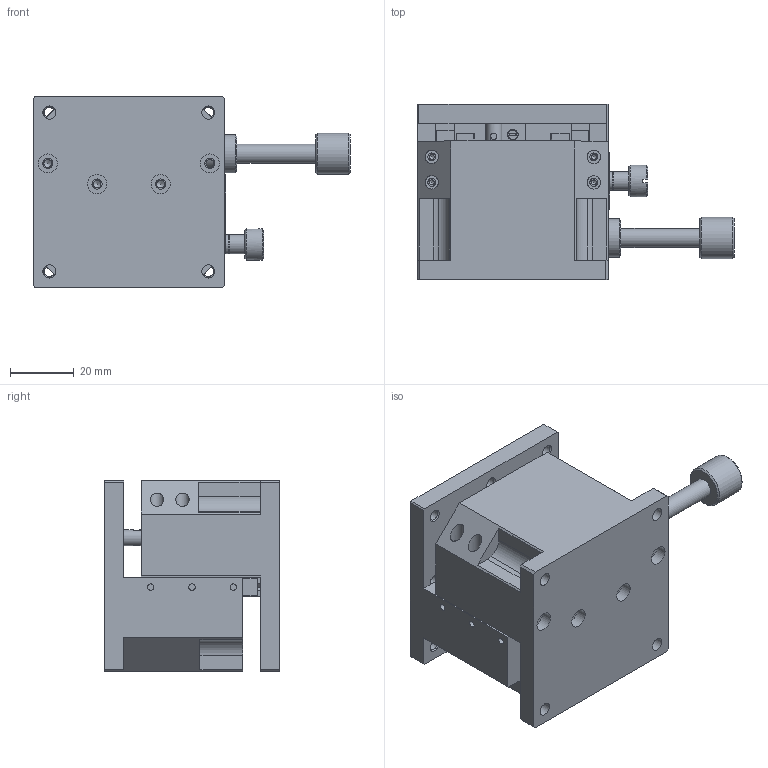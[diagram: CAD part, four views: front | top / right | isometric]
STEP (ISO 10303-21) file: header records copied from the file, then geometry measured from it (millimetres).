
FILE_DESCRIPTION (( 'STEP AP203' ), '1' );
FILE_NAME ('528874.STEP', '2024-10-17T09:42:07', ( 'Windows User' ), ( 'P R C' ), 'SwSTEP 2.0', 'SolidWorks 2020', '' );
FILE_SCHEMA (( 'CONFIG_CONTROL_DESIGN' ));
Length unit declared in the file: millimetre
Products named in the file (1): 528874
Bounding box: 99.75 x 55 x 60 mm (x, y, z)
Surface area: 42584 mm2 (no closed solid volume)
Topology: 0 solids, 5 shells, 421 faces, 1016 edges, 658 vertices
Faces by surface type: plane 228, cylinder 136, cone 57
Full cylindrical faces by diameter (mm): 1.567 x14, 2 x3, 2.013 x3, 2.459 x14, 2.5 x14, 3 x1, 3.2 x10, 3.242 x8, 3.4 x4, 4 x8, 4.134 x4, 4.2 x4, 5 x1, 6 x13, 10 x1, 12 x1, 13 x1, 14.917 x1
Entity records: 11628 total; most frequent: CARTESIAN_POINT 2436, DIRECTION 1930, ORIENTED_EDGE 1600, EDGE_CURVE 802, AXIS2_PLACEMENT_3D 728, EDGE_LOOP 666, VERTEX_POINT 601, FACE_OUTER_BOUND 526
